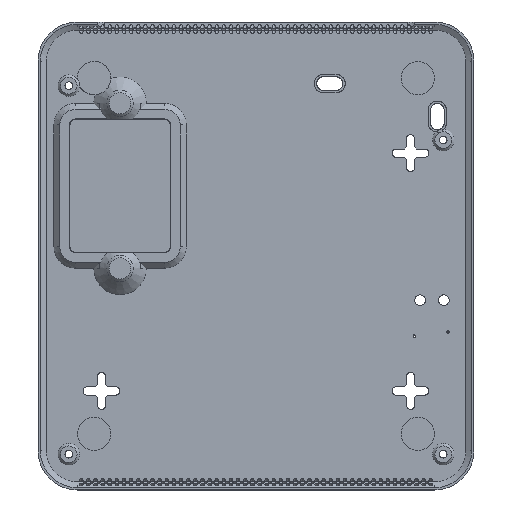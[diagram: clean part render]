
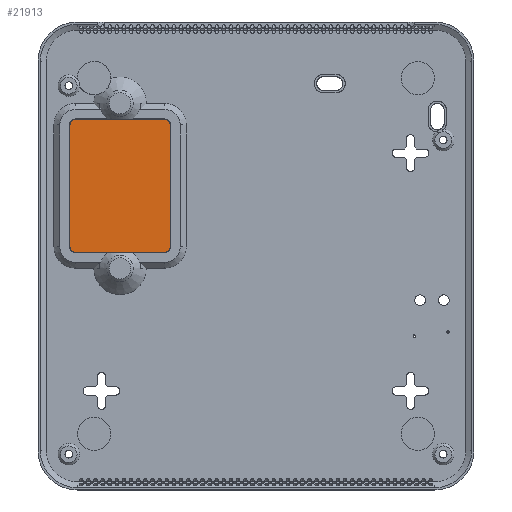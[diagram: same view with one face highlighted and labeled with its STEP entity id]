
A CAD part, top view. The second image highlights one B-rep face of the part: STEP entity #21913.
In plain terms, the highlighted planar face has unit normal (0, 0, 1).
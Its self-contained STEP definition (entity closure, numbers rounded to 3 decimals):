
#346=PLANE('',#22837);
#2300=FACE_OUTER_BOUND('',#3188,.T.);
#3188=EDGE_LOOP('',(#14835,#14836,#14837,#14838,#14839,#14840,#14841,#14842));
#4375=CIRCLE('',#22823,2.25);
#4377=CIRCLE('',#22827,2.25);
#4379=CIRCLE('',#22832,2.25);
#4381=CIRCLE('',#22836,2.25);
#4806=LINE('',#32147,#6821);
#4810=LINE('',#32159,#6825);
#4812=LINE('',#32164,#6827);
#4816=LINE('',#32176,#6831);
#6821=VECTOR('',#25316,10.);
#6825=VECTOR('',#25328,10.);
#6827=VECTOR('',#25332,10.);
#6831=VECTOR('',#25344,10.);
#8851=VERTEX_POINT('',#32137);
#8852=VERTEX_POINT('',#32139);
#8854=VERTEX_POINT('',#32145);
#8856=VERTEX_POINT('',#32151);
#8858=VERTEX_POINT('',#32157);
#8860=VERTEX_POINT('',#32163);
#8862=VERTEX_POINT('',#32169);
#8864=VERTEX_POINT('',#32175);
#11218=EDGE_CURVE('',#8852,#8851,#4375,.T.);
#11222=EDGE_CURVE('',#8851,#8854,#4806,.T.);
#11225=EDGE_CURVE('',#8854,#8856,#4377,.T.);
#11228=EDGE_CURVE('',#8856,#8858,#4810,.T.);
#11230=EDGE_CURVE('',#8860,#8852,#4812,.T.);
#11233=EDGE_CURVE('',#8862,#8860,#4379,.T.);
#11236=EDGE_CURVE('',#8864,#8862,#4816,.T.);
#11239=EDGE_CURVE('',#8858,#8864,#4381,.T.);
#14835=ORIENTED_EDGE('',*,*,#11239,.T.);
#14836=ORIENTED_EDGE('',*,*,#11236,.T.);
#14837=ORIENTED_EDGE('',*,*,#11233,.T.);
#14838=ORIENTED_EDGE('',*,*,#11230,.T.);
#14839=ORIENTED_EDGE('',*,*,#11218,.T.);
#14840=ORIENTED_EDGE('',*,*,#11222,.T.);
#14841=ORIENTED_EDGE('',*,*,#11225,.T.);
#14842=ORIENTED_EDGE('',*,*,#11228,.T.);
#21913=ADVANCED_FACE('',(#2300),#346,.F.);
#22823=AXIS2_PLACEMENT_3D('',#32140,#25309,#25310);
#22827=AXIS2_PLACEMENT_3D('',#32153,#25322,#25323);
#22832=AXIS2_PLACEMENT_3D('',#32170,#25338,#25339);
#22836=AXIS2_PLACEMENT_3D('',#32180,#25350,#25351);
#22837=AXIS2_PLACEMENT_3D('',#32181,#25352,#25353);
#25309=DIRECTION('center_axis',(0.,0.,1.));
#25310=DIRECTION('ref_axis',(0.,-1.,0.));
#25316=DIRECTION('',(1.,0.,0.));
#25322=DIRECTION('center_axis',(0.,0.,1.));
#25323=DIRECTION('ref_axis',(1.,0.,0.));
#25328=DIRECTION('',(0.,1.,0.));
#25332=DIRECTION('',(0.,-1.,0.));
#25338=DIRECTION('center_axis',(0.,0.,1.));
#25339=DIRECTION('ref_axis',(-1.,0.,0.));
#25344=DIRECTION('',(-1.,0.,0.));
#25350=DIRECTION('center_axis',(0.,0.,1.));
#25351=DIRECTION('ref_axis',(0.,1.,0.));
#25352=DIRECTION('center_axis',(0.,0.,-1.));
#25353=DIRECTION('ref_axis',(1.,0.,0.));
#32137=CARTESIAN_POINT('',(62.,64.875,-22.498));
#32139=CARTESIAN_POINT('',(59.75,67.125,-22.498));
#32140=CARTESIAN_POINT('Origin',(62.,67.125,-22.498));
#32145=CARTESIAN_POINT('',(99.625,64.875,-22.498));
#32147=CARTESIAN_POINT('',(62.,64.875,-22.498));
#32151=CARTESIAN_POINT('',(101.875,67.125,-22.498));
#32153=CARTESIAN_POINT('Origin',(99.625,67.125,-22.498));
#32157=CARTESIAN_POINT('',(101.875,118.375,-22.498));
#32159=CARTESIAN_POINT('',(101.875,67.125,-22.498));
#32163=CARTESIAN_POINT('',(59.75,118.375,-22.498));
#32164=CARTESIAN_POINT('',(59.75,118.375,-22.498));
#32169=CARTESIAN_POINT('',(62.,120.625,-22.498));
#32170=CARTESIAN_POINT('Origin',(62.,118.375,-22.498));
#32175=CARTESIAN_POINT('',(99.625,120.625,-22.498));
#32176=CARTESIAN_POINT('',(99.625,120.625,-22.498));
#32180=CARTESIAN_POINT('Origin',(99.625,118.375,-22.498));
#32181=CARTESIAN_POINT('Origin',(80.813,92.75,-22.498));
